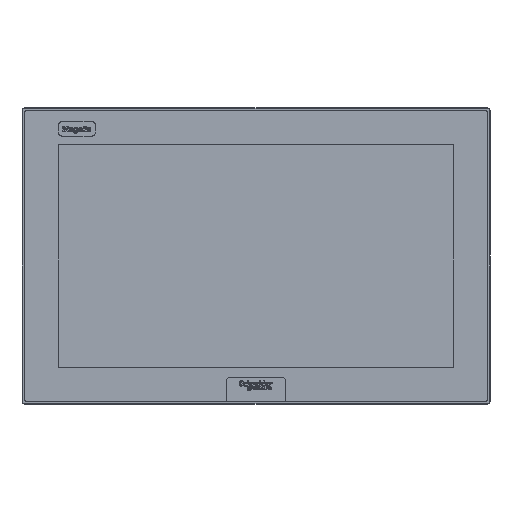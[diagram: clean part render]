
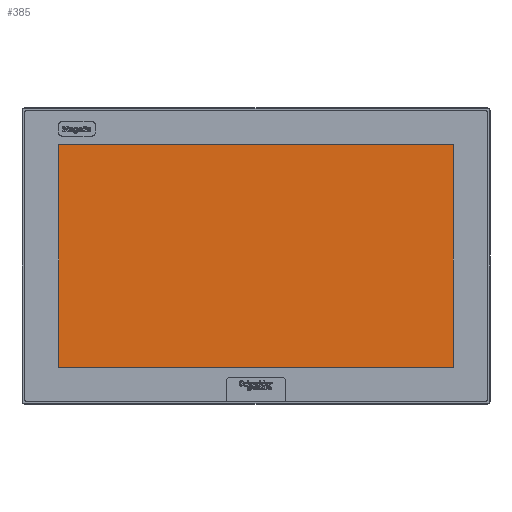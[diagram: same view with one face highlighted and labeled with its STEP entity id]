
A CAD part, top view. The second image highlights one B-rep face of the part: STEP entity #385.
In plain terms, the highlighted planar face has unit normal (0, 0, 1).
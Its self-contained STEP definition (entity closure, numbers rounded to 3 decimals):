
#385=ADVANCED_FACE('Corps principal',(#1862),#1863,.T.);
#1862=FACE_OUTER_BOUND('',#4639,.T.);
#1863=PLANE('',#4640);
#4639=EDGE_LOOP('',(#10814,#10815,#10816,#10817));
#4640=AXIS2_PLACEMENT_3D('',#10818,#10819,#10820);
#10814=ORIENTED_EDGE('',*,*,#26992,.F.);
#10815=ORIENTED_EDGE('',*,*,#26996,.F.);
#10816=ORIENTED_EDGE('',*,*,#26997,.F.);
#10817=ORIENTED_EDGE('',*,*,#26999,.F.);
#10818=CARTESIAN_POINT('',(0.0,0.0,85.846));
#10819=DIRECTION('',(0.0,0.0,1.0));
#10820=DIRECTION('',(1.0,-0.0,0.0));
#26992=EDGE_CURVE('',#30755,#30756,#30757,.T.);
#26996=EDGE_CURVE('',#30760,#30755,#30762,.T.);
#26997=EDGE_CURVE('',#30763,#30760,#30764,.T.);
#26999=EDGE_CURVE('',#30756,#30763,#30766,.T.);
#30755=VERTEX_POINT('',#44317);
#30756=VERTEX_POINT('',#44318);
#30757=LINE('',#44319,#44320);
#30760=VERTEX_POINT('',#44325);
#30762=LINE('',#44328,#44329);
#30763=VERTEX_POINT('',#44330);
#30764=LINE('',#44331,#44332);
#30766=LINE('',#44335,#44336);
#44317=CARTESIAN_POINT('',(-205.8,116.1,85.846));
#44318=CARTESIAN_POINT('',(205.8,116.1,85.846));
#44319=CARTESIAN_POINT('',(0.,116.1,85.846));
#44320=VECTOR('',#60040,1.0);
#44325=CARTESIAN_POINT('',(-205.8,-116.1,85.846));
#44328=CARTESIAN_POINT('',(-205.8,0.,85.846));
#44329=VECTOR('',#60044,1.0);
#44330=CARTESIAN_POINT('',(205.8,-116.1,85.846));
#44331=CARTESIAN_POINT('',(0.,-116.1,85.846));
#44332=VECTOR('',#60045,1.0);
#44335=CARTESIAN_POINT('',(205.8,0.,85.846));
#44336=VECTOR('',#60047,1.0);
#60040=DIRECTION('',(1.0,0.,0.0));
#60044=DIRECTION('',(0.,1.0,0.0));
#60045=DIRECTION('',(-1.0,0.,0.0));
#60047=DIRECTION('',(0.,-1.0,0.0));
